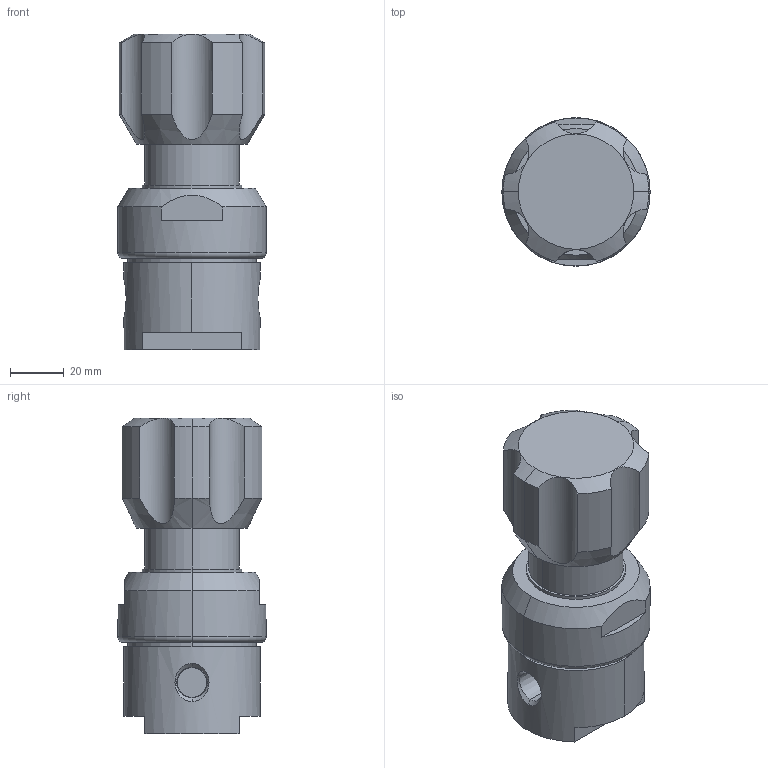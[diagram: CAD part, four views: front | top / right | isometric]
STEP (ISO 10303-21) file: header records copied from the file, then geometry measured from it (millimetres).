
FILE_DESCRIPTION(('starvars output'),'2;1');
FILE_NAME('tin21357.stp','18:04:53 2015/03/21',( 'Thomas Industrial Network Germany GmbH'),( 'Thomas Industrial Network Germany GmbH'),'unknown preprocess','ACIS' ,'unknown authorization');
FILE_SCHEMA(('AUTOMOTIVE_DESIGN_CC2 {UNKNOWN IMPLEMENTATION LEVEL}'));
Length unit declared in the file: millimetre
Products named in the file (1): PRODUCT_ID_1
Bounding box: 55 x 55 x 117.09 mm (x, y, z)
Volume: 213137.4 mm3; surface area: 25435.8 mm2
Topology: 1 solids, 1 shells, 71 faces, 161 edges, 101 vertices
Faces by surface type: cylinder 28, cone 22, plane 19, torus 2
Entity records: 2567 total; most frequent: CARTESIAN_POINT 565, ORIENTED_EDGE 322, DIRECTION 224, EDGE_CURVE 161, VERTEX_POINT 101, AXIS2_PLACEMENT_3D 80, EDGE_LOOP 80, FACE_BOUND 80
